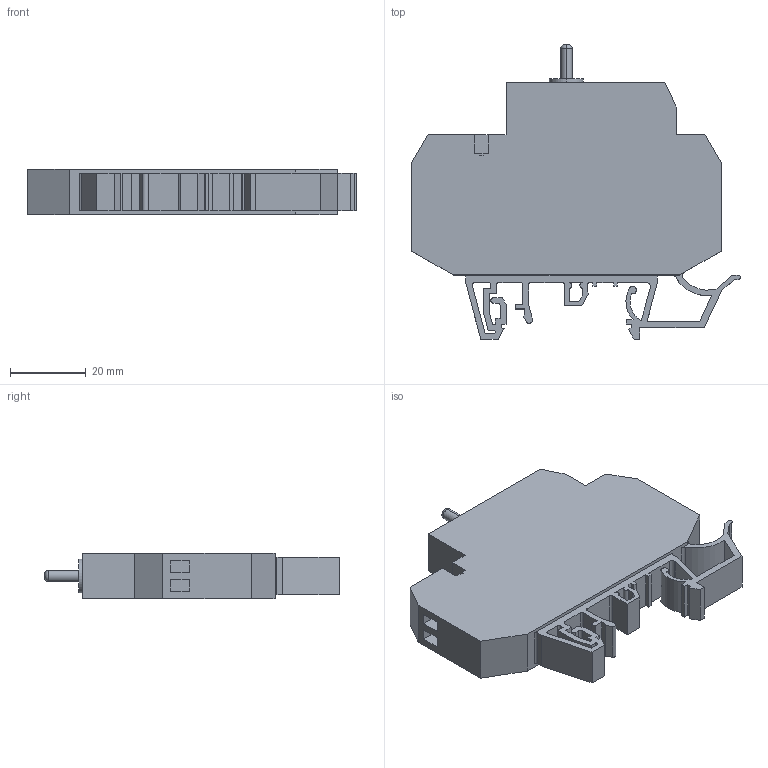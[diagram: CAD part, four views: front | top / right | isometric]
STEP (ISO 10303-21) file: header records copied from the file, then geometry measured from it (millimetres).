
FILE_DESCRIPTION (( 'STEP AP203' ), '1' );
FILE_NAME ('51101.STEP', '2020-08-26T18:27:41', ( '' ), ( '' ), 'SwSTEP 2.0', 'SolidWorks 2019', '' );
FILE_SCHEMA (( 'CONFIG_CONTROL_DESIGN' ));
Length unit declared in the file: inch
Products named in the file (1): 51101
Bounding box: 87.06 x 78 x 12 mm (x, y, z)
Volume: 45546.1 mm3; surface area: 14352.6 mm2
Topology: 1 solids, 2 shells, 184 faces, 518 edges, 345 vertices
Faces by surface type: plane 147, cylinder 35, torus 2
Entity records: 6011 total; most frequent: CARTESIAN_POINT 1087, ORIENTED_EDGE 1036, DIRECTION 959, EDGE_CURVE 518, LINE 443, VECTOR 443, VERTEX_POINT 345, AXIS2_PLACEMENT_3D 258
